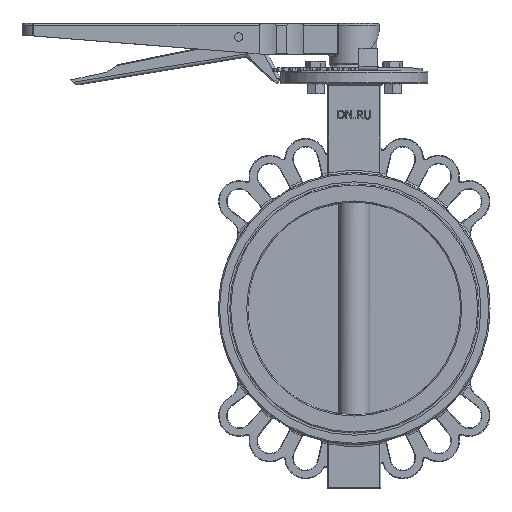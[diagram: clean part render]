
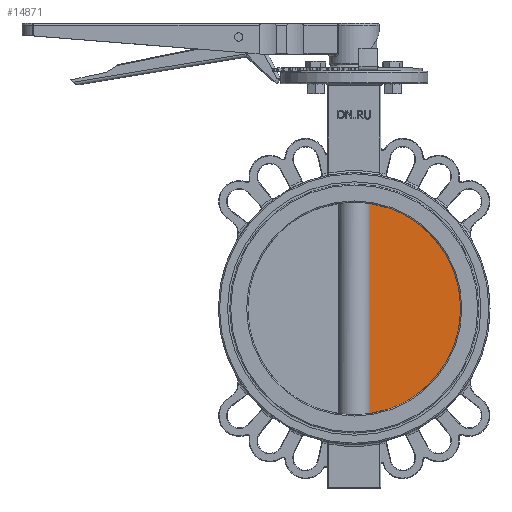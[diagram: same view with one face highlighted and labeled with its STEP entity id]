
A CAD part, top view. The second image highlights one B-rep face of the part: STEP entity #14871.
In plain terms, the highlighted planar face has unit normal (0, 0, 1).
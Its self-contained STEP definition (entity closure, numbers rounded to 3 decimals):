
#378=PLANE('',#16341);
#1118=LINE('',#29424,#2025);
#2025=VECTOR('',#19255,10.);
#3288=FACE_OUTER_BOUND('',#4183,.T.);
#4183=EDGE_LOOP('',(#11582,#11583));
#5421=CIRCLE('',#16296,100.);
#6461=VERTEX_POINT('',#29312);
#6462=VERTEX_POINT('',#29335);
#8259=EDGE_CURVE('',#6461,#6462,#5421,.T.);
#8290=EDGE_CURVE('',#6461,#6462,#1118,.T.);
#11582=ORIENTED_EDGE('',*,*,#8290,.T.);
#11583=ORIENTED_EDGE('',*,*,#8259,.F.);
#14871=ADVANCED_FACE('',(#3288),#378,.T.);
#16296=AXIS2_PLACEMENT_3D('',#29336,#19164,#19165);
#16341=AXIS2_PLACEMENT_3D('',#29431,#19265,#19266);
#19164=DIRECTION('center_axis',(0.,0.,-1.));
#19165=DIRECTION('ref_axis',(1.,0.,0.));
#19255=DIRECTION('',(0.,-1.,0.));
#19265=DIRECTION('center_axis',(0.,0.,1.));
#19266=DIRECTION('ref_axis',(1.,0.,0.));
#29312=CARTESIAN_POINT('',(14.586,98.931,3.5));
#29335=CARTESIAN_POINT('',(14.586,-98.931,3.5));
#29336=CARTESIAN_POINT('Origin',(0.,0.,3.5));
#29424=CARTESIAN_POINT('',(14.586,223.,3.5));
#29431=CARTESIAN_POINT('Origin',(0.,0.,3.5));
